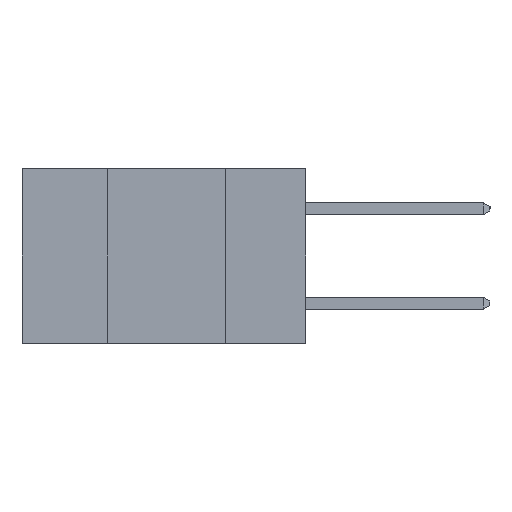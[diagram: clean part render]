
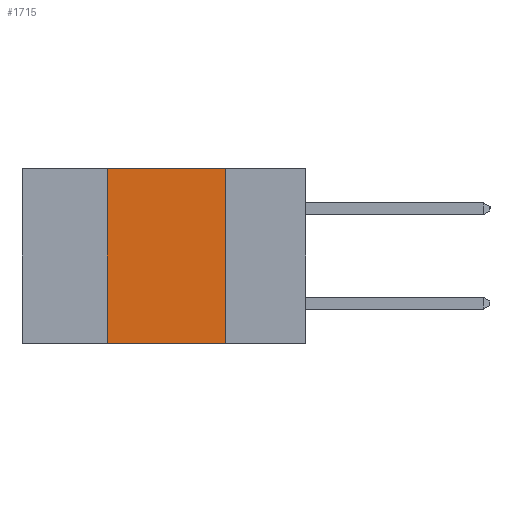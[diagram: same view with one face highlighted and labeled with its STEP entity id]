
A CAD part, left-side view. The second image highlights one B-rep face of the part: STEP entity #1715.
In plain terms, the highlighted planar face has unit normal (-1, 0, 0).
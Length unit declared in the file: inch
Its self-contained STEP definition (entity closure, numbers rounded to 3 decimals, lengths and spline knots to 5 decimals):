
#77 = DIRECTION ( 'NONE',  ( 0., 0., -1. ) ) ;
#250 = CARTESIAN_POINT ( 'NONE',  ( 0., 0.17, -0.37 ) ) ;
#381 = DIRECTION ( 'NONE',  ( 1., 0., 0. ) ) ;
#804 = CARTESIAN_POINT ( 'NONE',  ( 0., 0.42, -0.37 ) ) ;
#1343 = LINE ( 'NONE', #4028, #2806 ) ;
#1715 = ADVANCED_FACE ( 'NONE', ( #4664 ), #14211, .F. ) ;
#2763 = AXIS2_PLACEMENT_3D ( 'NONE', #3482, #381, #77 ) ;
#2806 = VECTOR ( 'NONE', #5137, 39.37008 ) ;
#3001 = ORIENTED_EDGE ( 'NONE', *, *, #4812, .F. ) ;
#3482 = CARTESIAN_POINT ( 'NONE',  ( 0., 0.6, 0. ) ) ;
#4028 = CARTESIAN_POINT ( 'NONE',  ( 0., 0.42, -0.37 ) ) ;
#4290 = DIRECTION ( 'NONE',  ( 0., -1., 0. ) ) ;
#4576 = VERTEX_POINT ( 'NONE', #804 ) ;
#4664 = FACE_OUTER_BOUND ( 'NONE', #8233, .T. ) ;
#4683 = LINE ( 'NONE', #4752, #14342 ) ;
#4752 = CARTESIAN_POINT ( 'NONE',  ( 0., 0.6, 0. ) ) ;
#4812 = EDGE_CURVE ( 'NONE', #8270, #14033, #4683, .T. ) ;
#5137 = DIRECTION ( 'NONE',  ( 0., 0., 1. ) ) ;
#6182 = ORIENTED_EDGE ( 'NONE', *, *, #15486, .F. ) ;
#7038 = CARTESIAN_POINT ( 'NONE',  ( 0., 0.42, 0. ) ) ;
#7559 = ORIENTED_EDGE ( 'NONE', *, *, #9501, .F. ) ;
#8233 = EDGE_LOOP ( 'NONE', ( #7559, #3001, #6182, #8619 ) ) ;
#8270 = VERTEX_POINT ( 'NONE', #7038 ) ;
#8619 = ORIENTED_EDGE ( 'NONE', *, *, #12271, .T. ) ;
#8826 = CARTESIAN_POINT ( 'NONE',  ( 0., 0.17, 0. ) ) ;
#9501 = EDGE_CURVE ( 'NONE', #14033, #13940, #10029, .T. ) ;
#9958 = CARTESIAN_POINT ( 'NONE',  ( 0., 0.17, -0.37 ) ) ;
#10029 = LINE ( 'NONE', #9958, #15465 ) ;
#11267 = LINE ( 'NONE', #15037, #14614 ) ;
#12271 = EDGE_CURVE ( 'NONE', #4576, #13940, #11267, .T. ) ;
#13940 = VERTEX_POINT ( 'NONE', #250 ) ;
#14033 = VERTEX_POINT ( 'NONE', #8826 ) ;
#14211 = PLANE ( 'NONE',  #2763 ) ;
#14230 = DIRECTION ( 'NONE',  ( 0., -1., 0. ) ) ;
#14342 = VECTOR ( 'NONE', #14230, 39.37008 ) ;
#14614 = VECTOR ( 'NONE', #4290, 39.37008 ) ;
#14732 = DIRECTION ( 'NONE',  ( 0., 0., -1. ) ) ;
#15037 = CARTESIAN_POINT ( 'NONE',  ( 0., 0.6, -0.37 ) ) ;
#15465 = VECTOR ( 'NONE', #14732, 39.37008 ) ;
#15486 = EDGE_CURVE ( 'NONE', #4576, #8270, #1343, .T. ) ;
